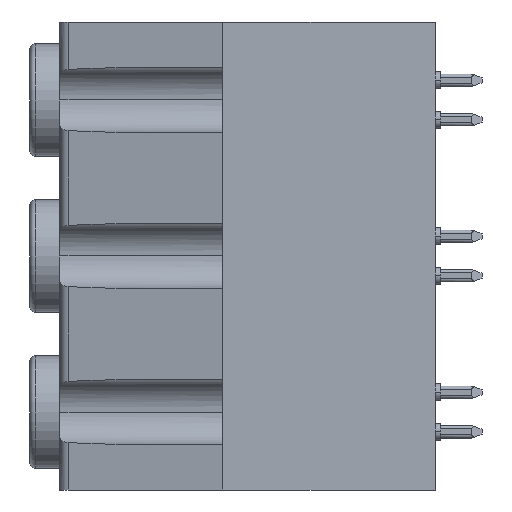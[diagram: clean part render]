
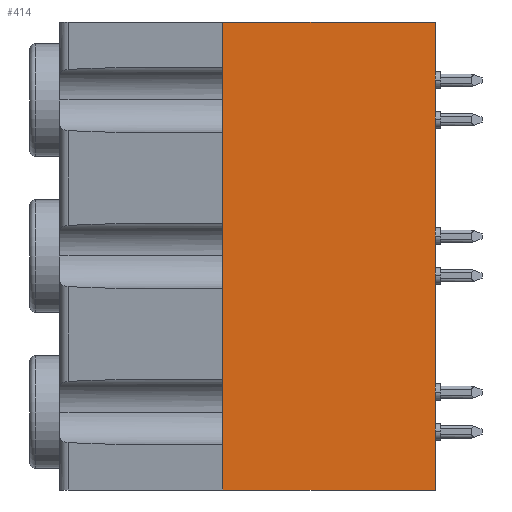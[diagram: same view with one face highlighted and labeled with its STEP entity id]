
A CAD part, left-side view. The second image highlights one B-rep face of the part: STEP entity #414.
In plain terms, the highlighted planar face has unit normal (-1, 0, 0).
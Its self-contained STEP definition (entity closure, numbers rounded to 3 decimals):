
#414=ADVANCED_FACE('',(#1263),#1264,.F.);
#1263=FACE_OUTER_BOUND('',#2282,.T.);
#1264=PLANE('',#2283);
#2282=EDGE_LOOP('',(#5397,#5398,#5399,#5400,#5401,#5402,#5403,#5404,#5405,#5406));
#2283=AXIS2_PLACEMENT_3D('',#5407,#5408,#5409);
#5397=ORIENTED_EDGE('',*,*,#6860,.T.);
#5398=ORIENTED_EDGE('',*,*,#7340,.F.);
#5399=ORIENTED_EDGE('',*,*,#7657,.T.);
#5400=ORIENTED_EDGE('',*,*,#7658,.F.);
#5401=ORIENTED_EDGE('',*,*,#7659,.T.);
#5402=ORIENTED_EDGE('',*,*,#7660,.F.);
#5403=ORIENTED_EDGE('',*,*,#7121,.F.);
#5404=ORIENTED_EDGE('',*,*,#7661,.T.);
#5405=ORIENTED_EDGE('',*,*,#6997,.T.);
#5406=ORIENTED_EDGE('',*,*,#6880,.F.);
#5407=CARTESIAN_POINT('',(-3.736,28.448,40.183));
#5408=DIRECTION('',(1.0,0.0,0.));
#5409=DIRECTION('',(0.,0.0,-1.0));
#6860=EDGE_CURVE('',#8370,#8368,#8371,.T.);
#6880=EDGE_CURVE('',#8370,#8405,#8406,.T.);
#6997=EDGE_CURVE('',#8620,#8405,#8621,.T.);
#7121=EDGE_CURVE('',#8829,#8831,#8832,.T.);
#7340=EDGE_CURVE('',#9151,#8368,#9171,.T.);
#7657=EDGE_CURVE('',#9151,#9663,#9664,.T.);
#7658=EDGE_CURVE('',#9665,#9663,#9666,.T.);
#7659=EDGE_CURVE('',#9665,#9540,#9667,.T.);
#7660=EDGE_CURVE('',#8831,#9540,#9668,.T.);
#7661=EDGE_CURVE('',#8829,#8620,#9669,.T.);
#8368=VERTEX_POINT('',#11231);
#8370=VERTEX_POINT('',#11234);
#8371=LINE('',#11235,#11236);
#8405=VERTEX_POINT('',#11286);
#8406=LINE('',#11287,#11288);
#8620=VERTEX_POINT('',#11594);
#8621=LINE('',#11595,#11596);
#8829=VERTEX_POINT('',#12010);
#8831=VERTEX_POINT('',#12013);
#8832=LINE('',#12014,#12015);
#9151=VERTEX_POINT('',#12688);
#9171=LINE('',#12717,#12718);
#9540=VERTEX_POINT('',#13366);
#9663=VERTEX_POINT('',#13565);
#9664=LINE('',#13566,#13567);
#9665=VERTEX_POINT('',#13568);
#9666=LINE('',#13569,#13570);
#9667=LINE('',#13571,#13572);
#9668=LINE('',#13573,#13574);
#9669=LINE('',#13575,#13576);
#11231=CARTESIAN_POINT('',(-3.736,20.127,32.583));
#11234=CARTESIAN_POINT('',(-3.736,20.127,38.783));
#11235=CARTESIAN_POINT('',(-3.736,20.127,77.218));
#11236=VECTOR('',#14538,1.0);
#11286=CARTESIAN_POINT('',(-3.736,20.127,43.183));
#11287=CARTESIAN_POINT('',(-3.736,20.127,77.218));
#11288=VECTOR('',#14564,1.0);
#11594=CARTESIAN_POINT('',(-3.736,-0.323,43.183));
#11595=CARTESIAN_POINT('',(-3.736,-30.705,43.183));
#11596=VECTOR('',#14729,1.0);
#12010=CARTESIAN_POINT('',(-3.736,-0.323,-1.817));
#12013=CARTESIAN_POINT('',(-3.736,20.127,-1.817));
#12014=CARTESIAN_POINT('',(-3.736,-30.705,-1.817));
#12015=VECTOR('',#14922,1.0);
#12688=CARTESIAN_POINT('',(-3.736,20.127,23.783));
#12717=CARTESIAN_POINT('',(-3.736,20.127,62.218));
#12718=VECTOR('',#15274,1.0);
#13366=CARTESIAN_POINT('',(-3.736,20.127,2.583));
#13565=CARTESIAN_POINT('',(-3.736,20.127,17.583));
#13566=CARTESIAN_POINT('',(-3.736,20.127,62.218));
#13567=VECTOR('',#15750,1.0);
#13568=CARTESIAN_POINT('',(-3.736,20.127,8.783));
#13569=CARTESIAN_POINT('',(-3.736,20.127,47.218));
#13570=VECTOR('',#15751,1.0);
#13571=CARTESIAN_POINT('',(-3.736,20.127,62.218));
#13572=VECTOR('',#15752,1.0);
#13573=CARTESIAN_POINT('',(-3.736,20.127,32.218));
#13574=VECTOR('',#15753,1.0);
#13575=CARTESIAN_POINT('',(-3.736,-0.323,47.218));
#13576=VECTOR('',#15754,1.0);
#14538=DIRECTION('',(0.,0.,-1.0));
#14564=DIRECTION('',(0.,0.,1.0));
#14729=DIRECTION('',(0.0,1.0,0.0));
#14922=DIRECTION('',(0.0,1.0,0.0));
#15274=DIRECTION('',(0.,0.,1.0));
#15750=DIRECTION('',(0.,0.,-1.0));
#15751=DIRECTION('',(0.,0.,1.0));
#15752=DIRECTION('',(0.,0.,-1.0));
#15753=DIRECTION('',(0.,0.,1.0));
#15754=DIRECTION('',(0.,0.0,1.0));
